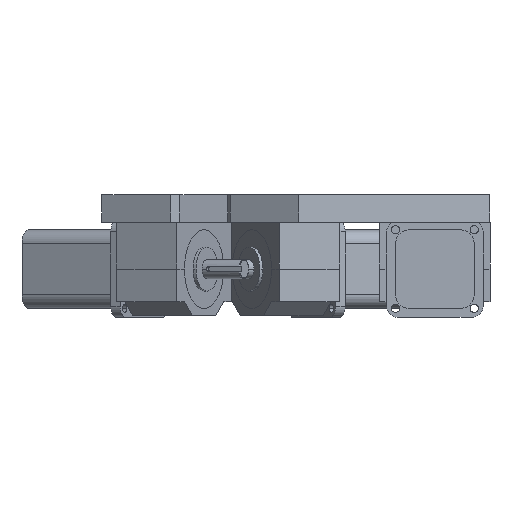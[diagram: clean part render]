
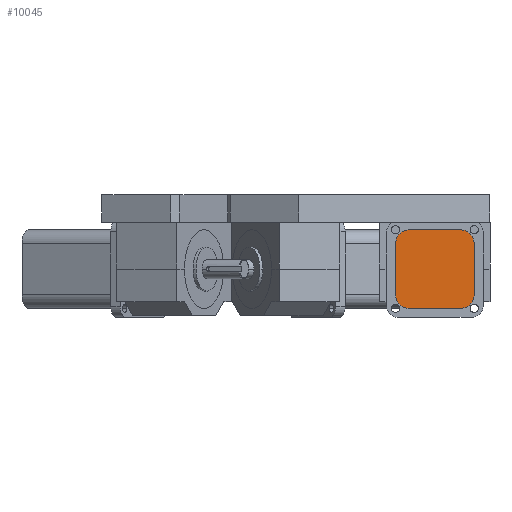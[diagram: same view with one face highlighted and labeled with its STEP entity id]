
A CAD part, left-side view. The second image highlights one B-rep face of the part: STEP entity #10045.
In plain terms, the highlighted planar face has unit normal (-1, 0, 0).
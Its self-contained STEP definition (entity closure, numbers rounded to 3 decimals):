
#34 = VERTEX_POINT ( 'NONE', #7199 ) ;
#50 = VECTOR ( 'NONE', #3768, 1000. ) ;
#59 = CARTESIAN_POINT ( 'NONE',  ( -156., -81.5, 28.5 ) ) ;
#76 = ORIENTED_EDGE ( 'NONE', *, *, #1364, .T. ) ;
#298 = CARTESIAN_POINT ( 'NONE',  ( -156., -81.5, -28.5 ) ) ;
#380 = VERTEX_POINT ( 'NONE', #2772 ) ;
#381 = CARTESIAN_POINT ( 'NONE',  ( -156., -71.5, 18.5 ) ) ;
#584 = VERTEX_POINT ( 'NONE', #8004 ) ;
#641 = DIRECTION ( 'NONE',  ( -1., 0., 0. ) ) ;
#738 = VECTOR ( 'NONE', #984, 1000. ) ;
#812 = VECTOR ( 'NONE', #9939, 1000. ) ;
#864 = ORIENTED_EDGE ( 'NONE', *, *, #8384, .T. ) ;
#984 = DIRECTION ( 'NONE',  ( 0., -1., 0. ) ) ;
#1189 = LINE ( 'NONE', #59, #812 ) ;
#1364 = EDGE_CURVE ( 'NONE', #3316, #10558, #8245, .T. ) ;
#1579 = CARTESIAN_POINT ( 'NONE',  ( -156., -81.5, -18.5 ) ) ;
#1707 = DIRECTION ( 'NONE',  ( 0., -1., 0. ) ) ;
#1709 = EDGE_CURVE ( 'NONE', #584, #34, #4783, .T. ) ;
#1786 = CIRCLE ( 'NONE', #8950, 10. ) ;
#2291 = AXIS2_PLACEMENT_3D ( 'NONE', #3446, #9194, #6027 ) ;
#2387 = LINE ( 'NONE', #10044, #8032 ) ;
#2411 = DIRECTION ( 'NONE',  ( 0., -1., 0. ) ) ;
#2496 = DIRECTION ( 'NONE',  ( 1., 0., 0. ) ) ;
#2772 = CARTESIAN_POINT ( 'NONE',  ( -156., -81.5, 28.5 ) ) ;
#2773 = LINE ( 'NONE', #7911, #50 ) ;
#2799 = LINE ( 'NONE', #3402, #738 ) ;
#2819 = EDGE_CURVE ( 'NONE', #5785, #5260, #2387, .T. ) ;
#3218 = DIRECTION ( 'NONE',  ( -1., 0., 0. ) ) ;
#3316 = VERTEX_POINT ( 'NONE', #3459 ) ;
#3402 = CARTESIAN_POINT ( 'NONE',  ( -156., -118.5, -28.5 ) ) ;
#3446 = CARTESIAN_POINT ( 'NONE',  ( -156., -118.5, -18.5 ) ) ;
#3459 = CARTESIAN_POINT ( 'NONE',  ( -156., -118.5, -28.5 ) ) ;
#3641 = CARTESIAN_POINT ( 'NONE',  ( -156., -71.5, -18.5 ) ) ;
#3768 = DIRECTION ( 'NONE',  ( 0., 0., 1. ) ) ;
#4272 = EDGE_CURVE ( 'NONE', #34, #380, #1189, .T. ) ;
#4283 = CIRCLE ( 'NONE', #7036, 10. ) ;
#4783 = CIRCLE ( 'NONE', #9645, 10. ) ;
#5260 = VERTEX_POINT ( 'NONE', #3641 ) ;
#5516 = CARTESIAN_POINT ( 'NONE',  ( -156., -118.5, 18.5 ) ) ;
#5744 = ORIENTED_EDGE ( 'NONE', *, *, #1709, .T. ) ;
#5785 = VERTEX_POINT ( 'NONE', #381 ) ;
#5960 = ORIENTED_EDGE ( 'NONE', *, *, #2819, .T. ) ;
#6027 = DIRECTION ( 'NONE',  ( 0., -1., 0. ) ) ;
#6483 = CARTESIAN_POINT ( 'NONE',  ( -156., -128.5, -18.5 ) ) ;
#6544 = CARTESIAN_POINT ( 'NONE',  ( -156., -81.5, 18.5 ) ) ;
#6562 = ORIENTED_EDGE ( 'NONE', *, *, #7361, .T. ) ;
#7036 = AXIS2_PLACEMENT_3D ( 'NONE', #1579, #10673, #2411 ) ;
#7045 = VERTEX_POINT ( 'NONE', #298 ) ;
#7199 = CARTESIAN_POINT ( 'NONE',  ( -156., -118.5, 28.5 ) ) ;
#7361 = EDGE_CURVE ( 'NONE', #380, #5785, #1786, .T. ) ;
#7791 = FACE_OUTER_BOUND ( 'NONE', #10543, .T. ) ;
#7911 = CARTESIAN_POINT ( 'NONE',  ( -156., -128.5, 18.5 ) ) ;
#7970 = DIRECTION ( 'NONE',  ( 0., -1., 0. ) ) ;
#8004 = CARTESIAN_POINT ( 'NONE',  ( -156., -128.5, 18.5 ) ) ;
#8032 = VECTOR ( 'NONE', #8494, 1000. ) ;
#8126 = CARTESIAN_POINT ( 'NONE',  ( -156., -81.5, 18.5 ) ) ;
#8245 = CIRCLE ( 'NONE', #2291, 10. ) ;
#8384 = EDGE_CURVE ( 'NONE', #7045, #3316, #2799, .T. ) ;
#8494 = DIRECTION ( 'NONE',  ( 0., 0., -1. ) ) ;
#8940 = PLANE ( 'NONE',  #10313 ) ;
#8950 = AXIS2_PLACEMENT_3D ( 'NONE', #8126, #3218, #9770 ) ;
#9156 = ORIENTED_EDGE ( 'NONE', *, *, #4272, .T. ) ;
#9194 = DIRECTION ( 'NONE',  ( -1., 0., 0. ) ) ;
#9445 = ORIENTED_EDGE ( 'NONE', *, *, #10531, .T. ) ;
#9645 = AXIS2_PLACEMENT_3D ( 'NONE', #5516, #641, #7970 ) ;
#9769 = EDGE_CURVE ( 'NONE', #10558, #584, #2773, .T. ) ;
#9770 = DIRECTION ( 'NONE',  ( 0., -1., 0. ) ) ;
#9939 = DIRECTION ( 'NONE',  ( 0., 1., 0. ) ) ;
#10044 = CARTESIAN_POINT ( 'NONE',  ( -156., -71.5, -18.5 ) ) ;
#10045 = ADVANCED_FACE ( 'NONE', ( #7791 ), #8940, .F. ) ;
#10313 = AXIS2_PLACEMENT_3D ( 'NONE', #6544, #2496, #1707 ) ;
#10478 = ORIENTED_EDGE ( 'NONE', *, *, #9769, .T. ) ;
#10531 = EDGE_CURVE ( 'NONE', #5260, #7045, #4283, .T. ) ;
#10543 = EDGE_LOOP ( 'NONE', ( #6562, #5960, #9445, #864, #76, #10478, #5744, #9156 ) ) ;
#10558 = VERTEX_POINT ( 'NONE', #6483 ) ;
#10673 = DIRECTION ( 'NONE',  ( -1., 0., 0. ) ) ;
